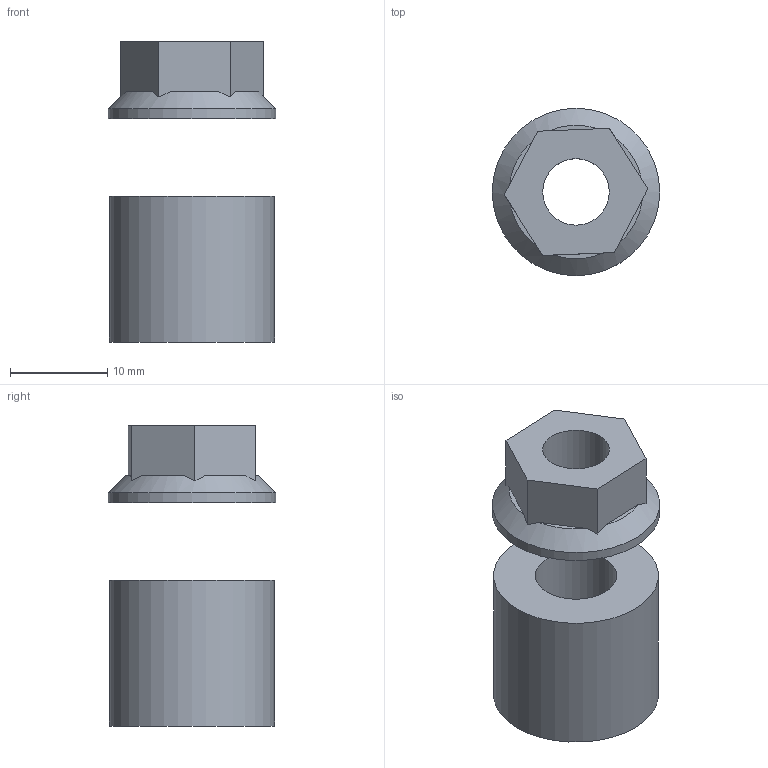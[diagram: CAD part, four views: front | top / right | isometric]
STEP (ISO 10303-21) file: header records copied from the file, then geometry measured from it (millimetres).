
FILE_DESCRIPTION(/* description */ (''),/* implementation_level */ '2;1');
FILE_NAME(/* name */ '48228.stp',/* time_stamp */ '2017-11-14T17:12:14+01:00',/* author */ (''),/* organization */ (''),/* preprocessor_version */ 'ST-DEVELOPER v15',/* originating_system */ 'SIEMENS PLM Software NX 9.0',/* authorisation */ '');
FILE_SCHEMA (('CONFIG_CONTROL_DESIGN'));
Length unit declared in the file: millimetre
Products named in the file (3): 92598_TUERCA_ANTIGIRO_M8; 92658_Alzador_placa; 48228_stp
Assembly tree (2 placements, depth 2):
  48228_stp
    92658_Alzador_placa
    92598_TUERCA_ANTIGIRO_M8
Bounding box: 17.25 x 17.25 x 30.9 mm (x, y, z)
Volume: 3578.9 mm3; surface area: 2423.8 mm2
Topology: 2 solids, 2 shells, 21 faces, 50 edges, 33 vertices
Faces by surface type: plane 16, cylinder 4, cone 1
Full cylindrical faces by diameter (mm): 6.85 x1, 8.4 x1, 17 x1, 17.25 x1
Entity records: 896 total; most frequent: CARTESIAN_POINT 148, ORIENTED_EDGE 100, DIRECTION 84, EDGE_CURVE 50, VERTEX_POINT 33, AXIS2_PLACEMENT_3D 33, PERSON_AND_ORGANIZATION 25, ORGANIZATION 25
